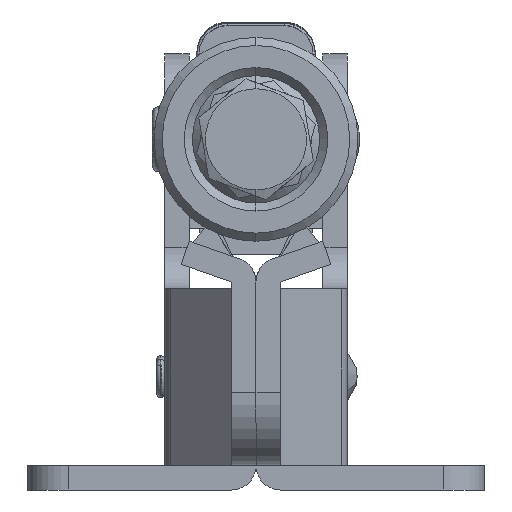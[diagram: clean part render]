
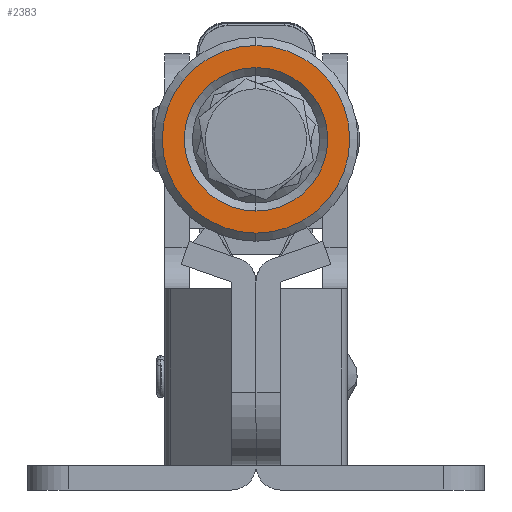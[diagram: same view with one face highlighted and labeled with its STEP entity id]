
A CAD part, left-side view. The second image highlights one B-rep face of the part: STEP entity #2383.
In plain terms, the highlighted planar face has unit normal (-1, 0, 0).
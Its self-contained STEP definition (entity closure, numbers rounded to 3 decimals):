
#1272 = DIRECTION ( 'NONE',  ( 0., 0., 1. ) ) ;
#1578 = AXIS2_PLACEMENT_3D ( 'NONE', #2976, #29714, #6854 ) ;
#2383 = ADVANCED_FACE ( 'NONE', ( #18492, #47734 ), #49207, .T. ) ;
#2976 = CARTESIAN_POINT ( 'NONE',  ( -139.5, 11.2, 40. ) ) ;
#3333 = ORIENTED_EDGE ( 'NONE', *, *, #45895, .T. ) ;
#6854 = DIRECTION ( 'NONE',  ( 0., 0., 1. ) ) ;
#7367 = DIRECTION ( 'NONE',  ( 0., 0., 1. ) ) ;
#8002 = CARTESIAN_POINT ( 'NONE',  ( -139.5, 11.2, 40. ) ) ;
#11484 = VERTEX_POINT ( 'NONE', #16590 ) ;
#11604 = ORIENTED_EDGE ( 'NONE', *, *, #31131, .T. ) ;
#11813 = DIRECTION ( 'NONE',  ( 0., 0., 1. ) ) ;
#13851 = VERTEX_POINT ( 'NONE', #27945 ) ;
#15148 = CARTESIAN_POINT ( 'NONE',  ( -139.5, 11.2, 40. ) ) ;
#16590 = CARTESIAN_POINT ( 'NONE',  ( -139.5, 11.2, 48.8 ) ) ;
#18492 = FACE_OUTER_BOUND ( 'NONE', #35831, .T. ) ;
#18978 = DIRECTION ( 'NONE',  ( 0., 0., 1. ) ) ;
#19230 = ORIENTED_EDGE ( 'NONE', *, *, #25606, .T. ) ;
#22026 = VERTEX_POINT ( 'NONE', #35318 ) ;
#24158 = DIRECTION ( 'NONE',  ( -1., 0., 0. ) ) ;
#24991 = VERTEX_POINT ( 'NONE', #29744 ) ;
#25473 = CIRCLE ( 'NONE', #1578, 8.8 ) ;
#25606 = EDGE_CURVE ( 'NONE', #13851, #24991, #29007, .T. ) ;
#27945 = CARTESIAN_POINT ( 'NONE',  ( -139.5, 11.2, 51.5 ) ) ;
#28094 = AXIS2_PLACEMENT_3D ( 'NONE', #15148, #41851, #18978 ) ;
#28613 = EDGE_CURVE ( 'NONE', #22026, #11484, #25473, .T. ) ;
#29007 = CIRCLE ( 'NONE', #28094, 11.5 ) ;
#29714 = DIRECTION ( 'NONE',  ( 1., 0., 0. ) ) ;
#29744 = CARTESIAN_POINT ( 'NONE',  ( -139.5, 11.2, 28.5 ) ) ;
#30051 = CIRCLE ( 'NONE', #49086, 8.8 ) ;
#30243 = DIRECTION ( 'NONE',  ( -1., 0., 0. ) ) ;
#31131 = EDGE_CURVE ( 'NONE', #24991, #13851, #48590, .T. ) ;
#32141 = ORIENTED_EDGE ( 'NONE', *, *, #28613, .T. ) ;
#33879 = EDGE_LOOP ( 'NONE', ( #3333, #32141 ) ) ;
#34688 = DIRECTION ( 'NONE',  ( 1., 0., 0. ) ) ;
#35318 = CARTESIAN_POINT ( 'NONE',  ( -139.5, 11.2, 31.2 ) ) ;
#35831 = EDGE_LOOP ( 'NONE', ( #11604, #19230 ) ) ;
#36803 = AXIS2_PLACEMENT_3D ( 'NONE', #46999, #24158, #1272 ) ;
#41851 = DIRECTION ( 'NONE',  ( -1., 0., 0. ) ) ;
#44464 = AXIS2_PLACEMENT_3D ( 'NONE', #49044, #30243, #7367 ) ;
#45895 = EDGE_CURVE ( 'NONE', #11484, #22026, #30051, .T. ) ;
#46999 = CARTESIAN_POINT ( 'NONE',  ( -139.5, 11.2, 40. ) ) ;
#47734 = FACE_BOUND ( 'NONE', #33879, .T. ) ;
#48590 = CIRCLE ( 'NONE', #36803, 11.5 ) ;
#49044 = CARTESIAN_POINT ( 'NONE',  ( -139.5, 11.2, 40. ) ) ;
#49086 = AXIS2_PLACEMENT_3D ( 'NONE', #8002, #34688, #11813 ) ;
#49207 = PLANE ( 'NONE',  #44464 ) ;
